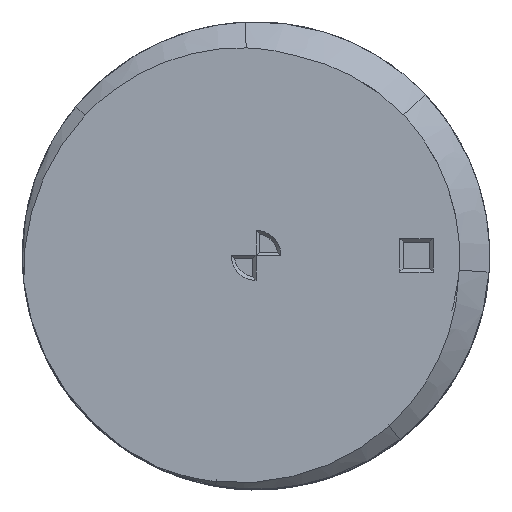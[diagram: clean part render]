
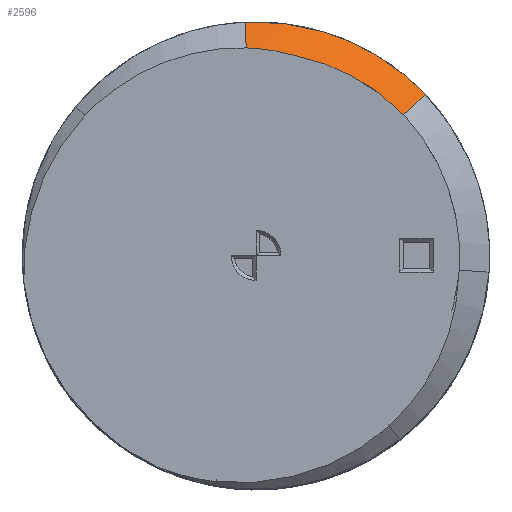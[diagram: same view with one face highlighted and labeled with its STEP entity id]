
A CAD part, top view. The second image highlights one B-rep face of the part: STEP entity #2596.
In plain terms, the highlighted free-form (B-spline) face has degree [3, 3] with [4, 4] control points.
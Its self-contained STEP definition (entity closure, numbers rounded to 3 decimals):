
#22=B_SPLINE_SURFACE_WITH_KNOTS('',3,3,((#4147,#4148,#4149,#4150),(#4151,
#4152,#4153,#4154),(#4155,#4156,#4157,#4158),(#4159,#4160,#4161,#4162)),
 .UNSPECIFIED.,.F.,.F.,.F.,(4,4),(4,4),(-0.001,0.127),
(51.026,51.883),.UNSPECIFIED.);
#220=FACE_OUTER_BOUND('',#402,.T.);
#402=EDGE_LOOP('',(#1898,#1899,#1900,#1901,#1902));
#665=B_SPLINE_CURVE_WITH_KNOTS('',3,(#3741,#3742,#3743,#3744,#3745,#3746,
#3747,#3748),.UNSPECIFIED.,.F.,.F.,(4,2,2,4),(0.,0.275,0.44,
0.604),.UNSPECIFIED.);
#689=B_SPLINE_CURVE_WITH_KNOTS('',3,(#4052,#4053,#4054,#4055),
 .UNSPECIFIED.,.F.,.F.,(4,4),(51.026,51.631),
 .UNSPECIFIED.);
#694=B_SPLINE_CURVE_WITH_KNOTS('',3,(#4143,#4144,#4145,#4146),
 .UNSPECIFIED.,.F.,.F.,(4,4),(0.,0.11),
 .UNSPECIFIED.);
#695=B_SPLINE_CURVE_WITH_KNOTS('',3,(#4163,#4164,#4165,#4166,#4167,#4168,
#4169),.UNSPECIFIED.,.F.,.F.,(4,3,4),(0.,0.082,0.157),
 .UNSPECIFIED.);
#696=B_SPLINE_CURVE_WITH_KNOTS('',3,(#4170,#4171,#4172,#4173),
 .UNSPECIFIED.,.F.,.F.,(4,4),(0.,0.127),
 .UNSPECIFIED.);
#1118=VERTEX_POINT('',#3731);
#1119=VERTEX_POINT('',#3740);
#1157=VERTEX_POINT('',#4013);
#1158=VERTEX_POINT('',#4038);
#1161=VERTEX_POINT('',#4120);
#1376=EDGE_CURVE('',#1118,#1119,#665,.T.);
#1430=EDGE_CURVE('',#1157,#1158,#689,.T.);
#1435=EDGE_CURVE('',#1118,#1161,#694,.T.);
#1436=EDGE_CURVE('',#1158,#1161,#695,.T.);
#1437=EDGE_CURVE('',#1119,#1157,#696,.T.);
#1898=ORIENTED_EDGE('',*,*,#1436,.F.);
#1899=ORIENTED_EDGE('',*,*,#1430,.F.);
#1900=ORIENTED_EDGE('',*,*,#1437,.F.);
#1901=ORIENTED_EDGE('',*,*,#1376,.F.);
#1902=ORIENTED_EDGE('',*,*,#1435,.T.);
#2596=ADVANCED_FACE('',(#220),#22,.F.);
#3731=CARTESIAN_POINT('',(-0.33,7.017,19.221));
#3740=CARTESIAN_POINT('',(5.088,4.844,18.812));
#3741=CARTESIAN_POINT('Ctrl Pts',(-0.33,7.017,19.221));
#3742=CARTESIAN_POINT('Ctrl Pts',(0.583,7.06,19.159));
#3743=CARTESIAN_POINT('Ctrl Pts',(1.495,6.925,19.089));
#3744=CARTESIAN_POINT('Ctrl Pts',(2.874,6.434,18.988));
#3745=CARTESIAN_POINT('Ctrl Pts',(3.367,6.19,18.952));
#3746=CARTESIAN_POINT('Ctrl Pts',(4.287,5.592,18.883));
#3747=CARTESIAN_POINT('Ctrl Pts',(4.71,5.241,18.849));
#3748=CARTESIAN_POINT('Ctrl Pts',(5.088,4.844,18.812));
#4013=CARTESIAN_POINT('',(4.436,4.223,19.712));
#4038=CARTESIAN_POINT('',(1.249,5.99,20.));
#4052=CARTESIAN_POINT('Ctrl Pts',(4.436,4.223,19.712));
#4053=CARTESIAN_POINT('Ctrl Pts',(3.585,5.117,19.808));
#4054=CARTESIAN_POINT('Ctrl Pts',(2.455,5.733,19.904));
#4055=CARTESIAN_POINT('Ctrl Pts',(1.249,5.99,20.));
#4120=CARTESIAN_POINT('',(-0.294,6.239,20.));
#4143=CARTESIAN_POINT('Ctrl Pts',(-0.33,7.017,19.221));
#4144=CARTESIAN_POINT('Ctrl Pts',(-0.318,6.758,19.48));
#4145=CARTESIAN_POINT('Ctrl Pts',(-0.306,6.498,19.74));
#4146=CARTESIAN_POINT('Ctrl Pts',(-0.294,6.239,20.));
#4147=CARTESIAN_POINT('Ctrl Pts',(5.095,4.851,18.802));
#4148=CARTESIAN_POINT('Ctrl Pts',(3.709,6.306,18.938));
#4149=CARTESIAN_POINT('Ctrl Pts',(1.676,7.121,19.075));
#4150=CARTESIAN_POINT('Ctrl Pts',(-0.331,7.027,19.211));
#4151=CARTESIAN_POINT('Ctrl Pts',(4.875,4.642,19.105));
#4152=CARTESIAN_POINT('Ctrl Pts',(3.549,6.035,19.241));
#4153=CARTESIAN_POINT('Ctrl Pts',(1.604,6.814,19.378));
#4154=CARTESIAN_POINT('Ctrl Pts',(-0.317,6.724,19.514));
#4155=CARTESIAN_POINT('Ctrl Pts',(4.656,4.433,19.408));
#4156=CARTESIAN_POINT('Ctrl Pts',(3.389,5.763,19.545));
#4157=CARTESIAN_POINT('Ctrl Pts',(1.532,6.507,19.681));
#4158=CARTESIAN_POINT('Ctrl Pts',(-0.302,6.421,19.817));
#4159=CARTESIAN_POINT('Ctrl Pts',(4.436,4.223,19.712));
#4160=CARTESIAN_POINT('Ctrl Pts',(3.229,5.491,19.848));
#4161=CARTESIAN_POINT('Ctrl Pts',(1.46,6.201,19.984));
#4162=CARTESIAN_POINT('Ctrl Pts',(-0.288,6.118,20.121));
#4163=CARTESIAN_POINT('Ctrl Pts',(1.249,5.99,20.));
#4164=CARTESIAN_POINT('Ctrl Pts',(0.987,6.068,20.));
#4165=CARTESIAN_POINT('Ctrl Pts',(0.72,6.128,20.));
#4166=CARTESIAN_POINT('Ctrl Pts',(0.451,6.17,20.));
#4167=CARTESIAN_POINT('Ctrl Pts',(0.204,6.208,20.));
#4168=CARTESIAN_POINT('Ctrl Pts',(-0.044,6.231,
20.));
#4169=CARTESIAN_POINT('Ctrl Pts',(-0.294,6.239,20.));
#4170=CARTESIAN_POINT('Ctrl Pts',(5.088,4.844,18.812));
#4171=CARTESIAN_POINT('Ctrl Pts',(4.871,4.637,19.112));
#4172=CARTESIAN_POINT('Ctrl Pts',(4.653,4.43,19.412));
#4173=CARTESIAN_POINT('Ctrl Pts',(4.436,4.223,19.712));
